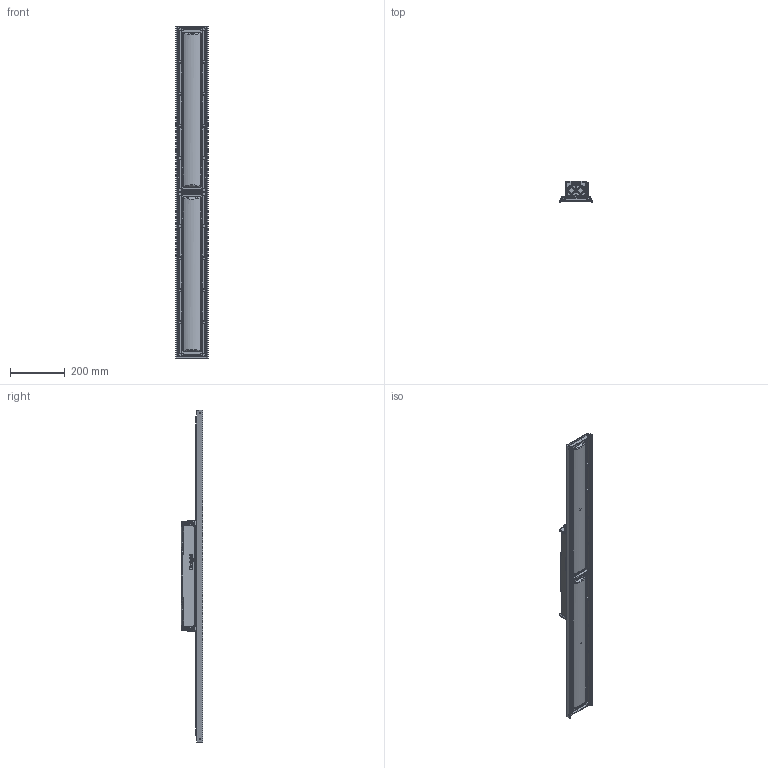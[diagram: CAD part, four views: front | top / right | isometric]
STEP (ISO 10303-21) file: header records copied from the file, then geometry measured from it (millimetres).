
FILE_DESCRIPTION((''),'2;1');
FILE_NAME('8800HZL030000_BMCD_ASM','2014-07-28T',('leibw'),(''),'PRO/ENGINEER BY PARAMETRIC TECHNOLOGY CORPORATION, 2014000','PRO/ENGINEER BY PARAMETRIC TECHNOLOGY CORPORATION, 2014000','');
FILE_SCHEMA(('CONFIG_CONTROL_DESIGN'));
Length unit declared in the file: inch
Products named in the file (19): 3950HZL001310; 5000HZL001203; 4750HZL000300; 5000HZL001200; 6000HZL001600; 3950HZL002300; 8800HZL014X00X_BMCD_ASM; 5000HZL001204; 3050HZL002300; LOCHWASHER_SPLIT_NO_8; 6000HZL001700; 6000HZL002300; 9100117062099_FLAT; 9100117218599_4DRW_ASM; 4600HZL002101_EMPTY; 4600HZL002201_EMPTY; 8800HZL000501_EMPTY; 6200860000103; 8800HZL030000_BMCD_ASM
Assembly tree (70 placements, depth 3):
  8800HZL030000_BMCD_ASM
    3950HZL001310
    5000HZL001203
    4750HZL000300  x2
    5000HZL001200  x2
    6000HZL001600  x24
    8800HZL014X00X_BMCD_ASM
      3950HZL002300
    5000HZL001204  x2
    3050HZL002300  x2
    LOCHWASHER_SPLIT_NO_8  x8
    6000HZL001700  x8
    6000HZL002300  x8
    9100117218599_4DRW_ASM
      9100117062099_FLAT  x2
    4600HZL002101_EMPTY
    4600HZL002201_EMPTY
    8800HZL000501_EMPTY
    6200860000103  x4
Bounding box: 120.53 x 77.78 x 1214.42 mm (x, y, z)
Volume: 1769192.6 mm3; surface area: 1002706 mm2
Topology: 65 solids, 73 shells, 5836 faces, 13730 edges, 8202 vertices
Faces by surface type: cylinder 1902, bspline 1456, plane 1344, cone 588, torus 426, sphere 120
Entity records: 77696 total; most frequent: CARTESIAN_POINT 28794, ORIENTED_EDGE 10186, DIRECTION 10071, EDGE_CURVE 5095, AXIS2_PLACEMENT_3D 3942, VERTEX_POINT 3084, EDGE_LOOP 2343, VECTOR 2187
